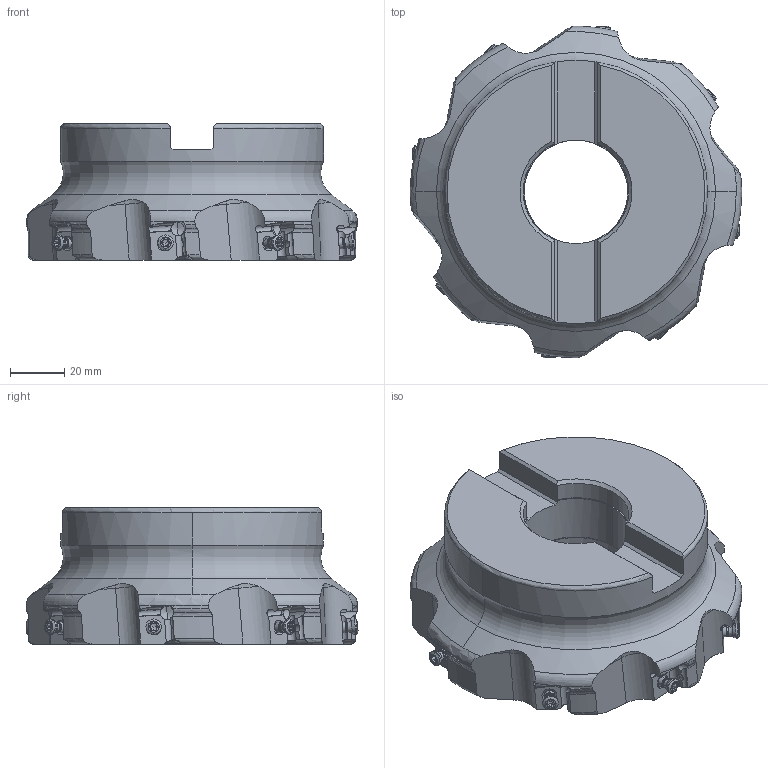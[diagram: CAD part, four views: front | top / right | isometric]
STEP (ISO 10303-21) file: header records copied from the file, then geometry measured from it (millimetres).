
FILE_DESCRIPTION(/* description */ (''),/* implementation_level */ '2;1');
FILE_NAME(/* name */ 'VOX400UR0508E.stp',/* time_stamp */ '2019-03-26T13:44:51+09:00',/* author */ (''),/* organization */ (''),/* preprocessor_version */ 'ST-DEVELOPER v16',/* originating_system */ 'SIEMENS PLM Software NX 10.0',/* authorisation */ '');
FILE_SCHEMA (('AUTOMOTIVE_DESIGN { 1 0 10303 214 3 1 1 1 }'));
Length unit declared in the file: millimetre
Products named in the file (1): VOX400UR0508E_ASM
Bounding box: 121.87 x 122.13 x 50.1 mm (x, y, z)
Volume: 321874.1 mm3; surface area: 44981.1 mm2
Topology: 9 solids, 9 shells, 696 faces, 2051 edges, 1325 vertices
Faces by surface type: cylinder 296, plane 140, cone 138, torus 90, sphere 32
Entity records: 30134 total; most frequent: CARTESIAN_POINT 12034, ORIENTED_EDGE 3974, DIRECTION 3628, EDGE_CURVE 1987, AXIS2_PLACEMENT_3D 1511, VERTEX_POINT 1325, CIRCLE 735, EDGE_LOOP 714
